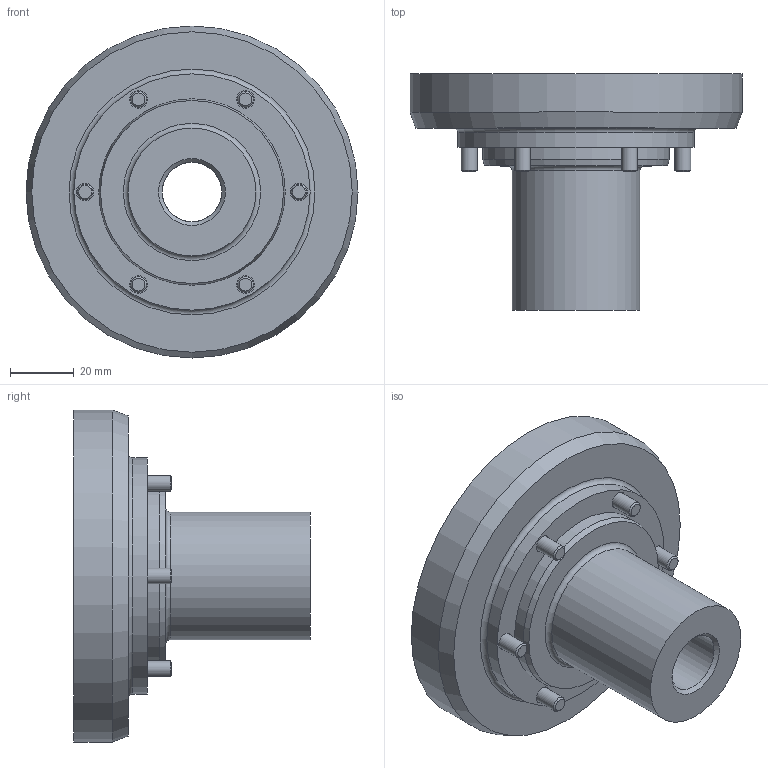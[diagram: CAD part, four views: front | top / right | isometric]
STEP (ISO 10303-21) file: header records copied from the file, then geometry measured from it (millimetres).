
FILE_DESCRIPTION(/* description */ ('STEP AP214'),/* implementation_level */ '2;1');
FILE_NAME(/* name */ '555431_DADG-AK-220-1G12',/* time_stamp */ '2024-08-12T16:33:53+02:00',/* author */ ('License CC BY-ND 4.0'),/* organization */ ('CADENAS'),/* preprocessor_version */ 'ST-DEVELOPER v19.3',/* originating_system */ 'PARTsolutions',/* authorisation */ ' ');
FILE_SCHEMA (('AUTOMOTIVE_DESIGN {1 0 10303 214 3 1 1}'));
Length unit declared in the file: millimetre
Products named in the file (3): 555431 DADG-AK-220-1G12; 719816 DADG-AK-220-1G12; DIN-912 - M5x25(F)
Assembly tree (7 placements, depth 2):
  555431 DADG-AK-220-1G12
    719816 DADG-AK-220-1G12
    DIN-912 - M5x25(F)  x6
Bounding box: 104 x 74 x 104 mm (x, y, z)
Volume: 220249.6 mm3; surface area: 40096.8 mm2
Topology: 7 solids, 7 shells, 206 faces, 388 edges, 213 vertices
Faces by surface type: plane 103, cone 70, cylinder 31, torus 2
Full cylindrical faces by diameter (mm): 5 x6, 5.5 x6, 8.5 x6, 10 x6, 18.54 x1, 18.631 x2, 40 x1, 58.4 x1, 74 x1, 104 x1
Entity records: 1608 total; most frequent: DIRECTION 294, CARTESIAN_POINT 257, ORIENTED_EDGE 176, AXIS2_PLACEMENT_3D 138, FACE_BOUND 125, EDGE_LOOP 124, EDGE_CURVE 88, VERTEX_POINT 71
